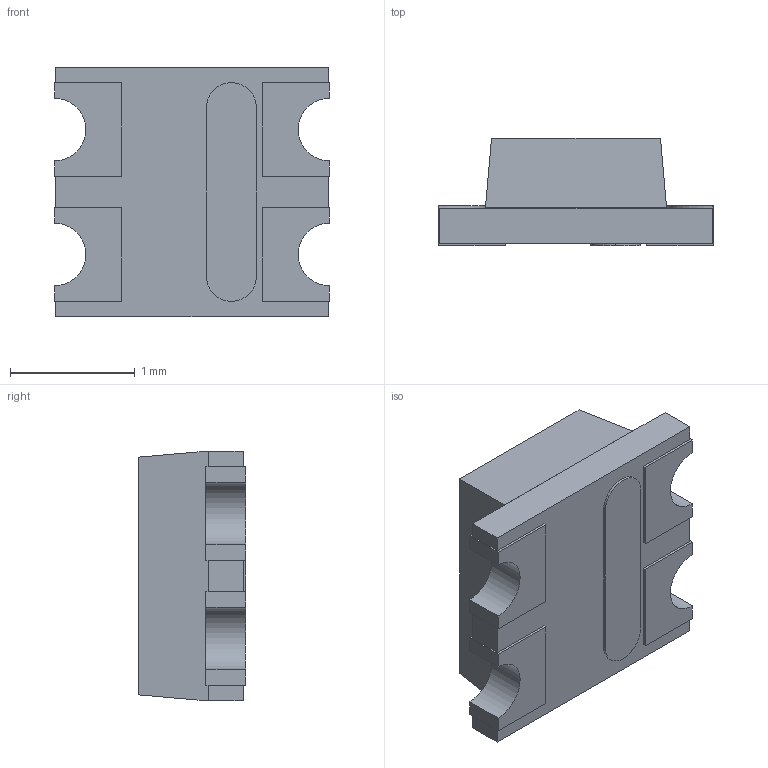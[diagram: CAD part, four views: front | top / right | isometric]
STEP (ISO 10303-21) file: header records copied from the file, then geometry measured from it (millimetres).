
FILE_DESCRIPTION (( 'STEP AP214' ), '1' );
FILE_NAME ('WS2812-2020.STEP', '2023-12-07T05:04:18', ( 'Elessar' ), ( '' ), 'SwSTEP 2.0', 'SolidWorks 2018', '' );
FILE_SCHEMA (( 'AUTOMOTIVE_DESIGN' ));
Length unit declared in the file: millimetre
Products named in the file (1): WS2812-2020
Bounding box: 2.2 x 0.86 x 2 mm (x, y, z)
Volume: 2.7 mm3; surface area: 20.4 mm2
Topology: 1 solids, 1 shells, 58 faces, 154 edges, 100 vertices
Faces by surface type: plane 47, cylinder 11
Entity records: 2438 total; most frequent: CARTESIAN_POINT 316, ORIENTED_EDGE 308, DIRECTION 294, EDGE_CURVE 154, VECTOR 130, LINE 130, VERTEX_POINT 100, AXIS2_PLACEMENT_3D 82
